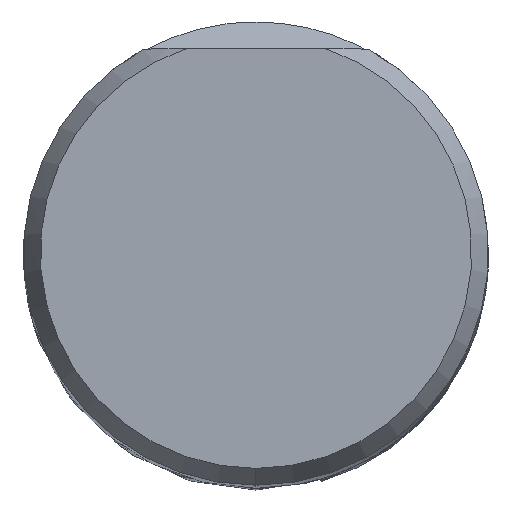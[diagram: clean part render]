
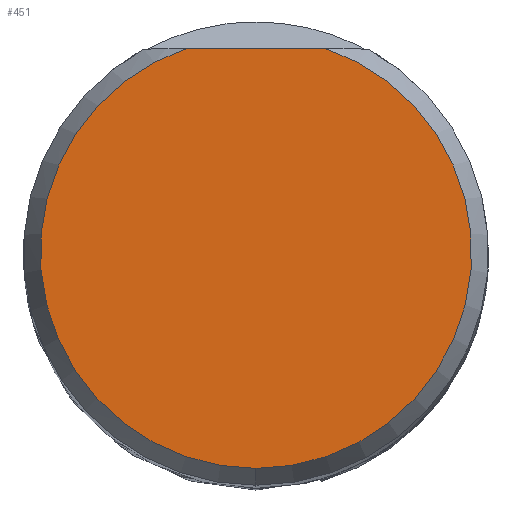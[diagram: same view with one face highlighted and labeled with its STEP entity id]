
A CAD part, top view. The second image highlights one B-rep face of the part: STEP entity #451.
In plain terms, the highlighted planar face has unit normal (0, 0, 1).
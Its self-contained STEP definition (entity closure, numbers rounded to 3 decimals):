
#281=VERTEX_POINT('',#796);
#303=VERTEX_POINT('',#821);
#357=VERTEX_POINT('',#882);
#379=EDGE_CURVE('',#357,#281,#905,.T.);
#417=EDGE_CURVE('',#303,#281,#949,.T.);
#451=ADVANCED_FACE('',(#986),#987,.T.);
#547=EDGE_CURVE('',#357,#303,#1088,.T.);
#796=CARTESIAN_POINT('',(-2.358,7.038,0.0));
#821=CARTESIAN_POINT('',(0.,-7.423,0.0));
#882=CARTESIAN_POINT('',(2.358,7.038,0.0));
#905=LINE('',#2984,#2985);
#949=CIRCLE('',#3275,7.423);
#986=FACE_OUTER_BOUND('',#3616,.T.);
#987=PLANE('',#3617);
#1088=CIRCLE('',#4029,7.423);
#2984=CARTESIAN_POINT('',(-4.0,7.038,0.0));
#2985=VECTOR('',#7667,1.0);
#3275=AXIS2_PLACEMENT_3D('',#7745,#7746,#7747);
#3616=EDGE_LOOP('',(#7778,#7779,#7780));
#3617=AXIS2_PLACEMENT_3D('',#7781,#7782,#7783);
#4029=AXIS2_PLACEMENT_3D('',#7866,#7867,#7868);
#7667=DIRECTION('',(-1.0,0.0,0.0));
#7745=CARTESIAN_POINT('',(0.0,0.0,0.0));
#7746=DIRECTION('',(0.0,0.0,-1.0));
#7747=DIRECTION('',(0.0,1.0,0.0));
#7778=ORIENTED_EDGE('',*,*,#379,.T.);
#7779=ORIENTED_EDGE('',*,*,#417,.F.);
#7780=ORIENTED_EDGE('',*,*,#547,.F.);
#7781=CARTESIAN_POINT('',(0.0,3.711,0.0));
#7782=DIRECTION('',(-0.0,0.0,1.0));
#7783=DIRECTION('',(0.0,-1.0,0.0));
#7866=CARTESIAN_POINT('',(0.0,0.0,0.0));
#7867=DIRECTION('',(0.0,0.0,-1.0));
#7868=DIRECTION('',(0.0,1.0,0.0));
